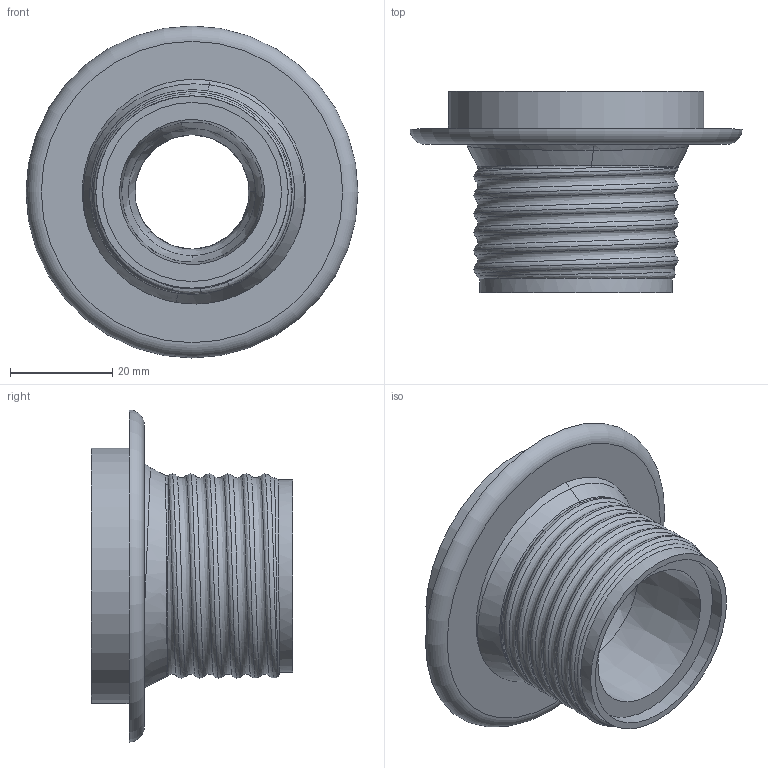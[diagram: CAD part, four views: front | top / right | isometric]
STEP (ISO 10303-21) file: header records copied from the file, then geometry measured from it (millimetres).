
FILE_DESCRIPTION(/* description */ (''),/* implementation_level */ '2;1');
FILE_NAME(/* name */ 'MS Outlet Insert.step',/* time_stamp */ '2020-10-05T16:19:39-04:00',/* author */ (''),/* organization */ (''),/* preprocessor_version */ 'ST-DEVELOPER v18.1',/* originating_system */ 'Autodesk Translation Framework v9.3.0.1241',/* authorisation */ '');
FILE_SCHEMA (('AUTOMOTIVE_DESIGN { 1 0 10303 214 3 1 1 }'));
Length unit declared in the file: metre
Products named in the file (1): Hose Insert v5 200926
Bounding box: 65.01 x 39.42 x 65.01 mm (x, y, z)
Volume: 37739.2 mm3; surface area: 14022.4 mm2
Topology: 1 solids, 1 shells, 34 faces, 93 edges, 60 vertices
Faces by surface type: bspline 22, plane 6, cylinder 3, cone 2, torus 1
Full cylindrical faces by diameter (mm): 35.052 x1, 37.652 x1, 50.015 x1
Entity records: 5276 total; most frequent: CARTESIAN_POINT 4538, ORIENTED_EDGE 178, EDGE_CURVE 89, DIRECTION 86, VERTEX_POINT 60, B_SPLINE_CURVE_WITH_KNOTS 56, AXIS2_PLACEMENT_3D 40, EDGE_LOOP 39
